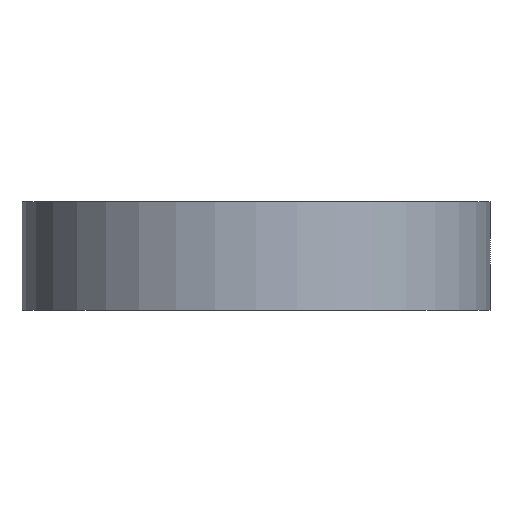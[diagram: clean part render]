
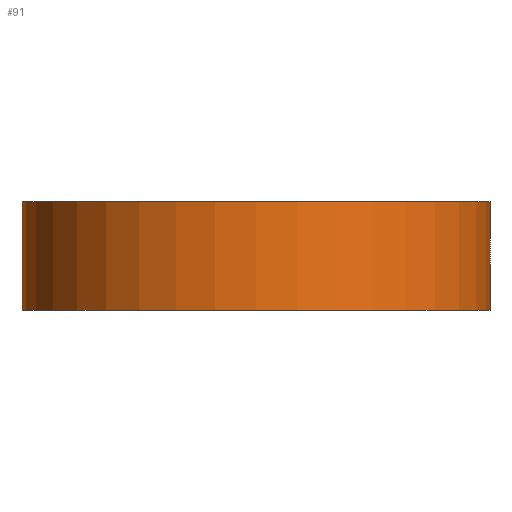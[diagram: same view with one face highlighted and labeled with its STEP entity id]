
A CAD part, front view. The second image highlights one B-rep face of the part: STEP entity #91.
In plain terms, the highlighted cylindrical face has radius 39 mm (diameter 78 mm), a partial arc.
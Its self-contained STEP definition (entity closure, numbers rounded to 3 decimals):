
#67=EDGE_CURVE('',#121,#81,#154,.T.);
#71=EDGE_CURVE('',#73,#83,#160,.T.);
#73=VERTEX_POINT('',#162);
#81=VERTEX_POINT('',#170);
#83=VERTEX_POINT('',#172);
#91=ADVANCED_FACE('',(#183),#184,.T.);
#93=EDGE_CURVE('',#121,#73,#186,.T.);
#107=EDGE_CURVE('',#83,#81,#201,.T.);
#121=VERTEX_POINT('',#217);
#154=CIRCLE('',#241,39.0);
#160=CIRCLE('',#248,39.0);
#162=CARTESIAN_POINT('',(39.0,0.,18.0));
#170=CARTESIAN_POINT('',(-39.0,0.,0.));
#172=CARTESIAN_POINT('',(-39.0,0.,18.0));
#183=FACE_OUTER_BOUND('',#274,.T.);
#184=CYLINDRICAL_SURFACE('',#275,39.0);
#186=LINE('',#278,#279);
#201=LINE('',#301,#302);
#217=CARTESIAN_POINT('',(39.0,0.,0.));
#241=AXIS2_PLACEMENT_3D('',#344,#345,#346);
#248=AXIS2_PLACEMENT_3D('',#355,#356,#357);
#274=EDGE_LOOP('',(#384,#385,#386,#387));
#275=AXIS2_PLACEMENT_3D('',#388,#389,#390);
#278=CARTESIAN_POINT('',(39.0,0.,9.));
#279=VECTOR('',#391,1.0);
#301=CARTESIAN_POINT('',(-39.0,0.,9.));
#302=VECTOR('',#408,1.0);
#344=CARTESIAN_POINT('',(0.0,0.,0.));
#345=DIRECTION('',(-0.0,0.0,-1.0));
#346=DIRECTION('',(-1.0,0.,0.0));
#355=CARTESIAN_POINT('',(0.0,0.,18.0));
#356=DIRECTION('',(-0.0,0.0,-1.0));
#357=DIRECTION('',(-1.0,0.,0.0));
#384=ORIENTED_EDGE('',*,*,#107,.T.);
#385=ORIENTED_EDGE('',*,*,#67,.F.);
#386=ORIENTED_EDGE('',*,*,#93,.T.);
#387=ORIENTED_EDGE('',*,*,#71,.T.);
#388=CARTESIAN_POINT('',(0.0,0.,9.));
#389=DIRECTION('',(0.0,-0.0,1.0));
#390=DIRECTION('',(-1.0,0.,0.0));
#391=DIRECTION('',(-0.0,-0.0,1.0));
#408=DIRECTION('',(0.0,0.0,-1.0));
